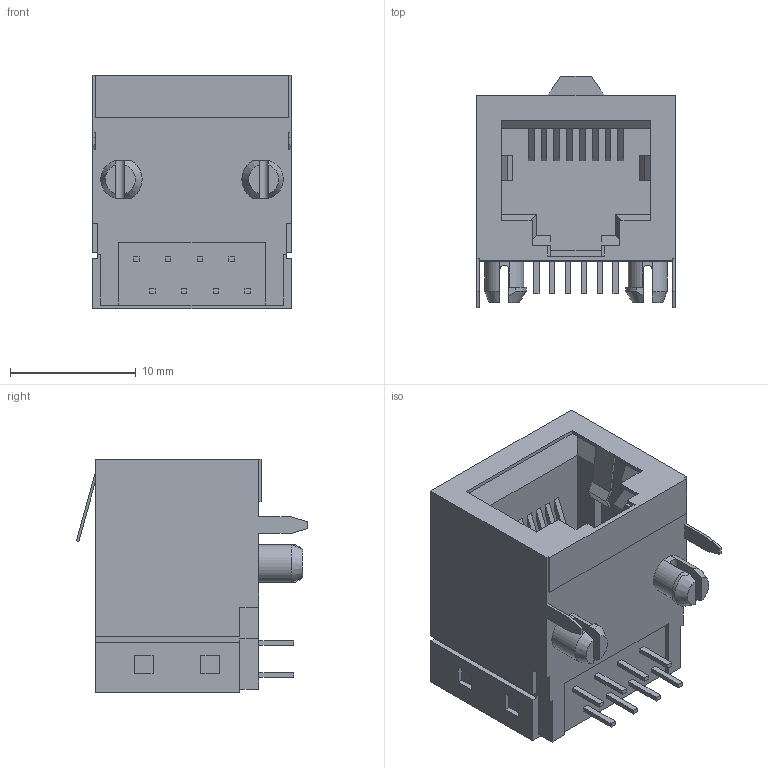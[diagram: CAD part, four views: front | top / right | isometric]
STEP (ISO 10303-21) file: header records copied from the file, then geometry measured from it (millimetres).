
FILE_DESCRIPTION((''),'2;1');
FILE_NAME('C-1-1734264-1','2014-05-15T',('workeradm'),('Tyco Electronics Ltd.'),'PRO/ENGINEER BY PARAMETRIC TECHNOLOGY CORPORATION, 2013050','PRO/ENGINEER BY PARAMETRIC TECHNOLOGY CORPORATION, 2013050','');
FILE_SCHEMA(('AUTOMOTIVE_DESIGN { 1 0 10303 214 1 1 1 1 }'));
Length unit declared in the file: millimetre
Products named in the file (1): C-1-1734264-1
Bounding box: 15.8 x 18.4 x 18.6 mm (x, y, z)
Volume: 2646.5 mm3; surface area: 2370.6 mm2
Topology: 1 solids, 1 shells, 239 faces, 643 edges, 422 vertices
Faces by surface type: plane 227, cylinder 8, cone 4
Entity records: 7557 total; most frequent: CARTESIAN_POINT 1370, ORIENTED_EDGE 1286, DIRECTION 1125, EDGE_CURVE 643, VECTOR 607, LINE 607, VERTEX_POINT 422, EDGE_LOOP 271
